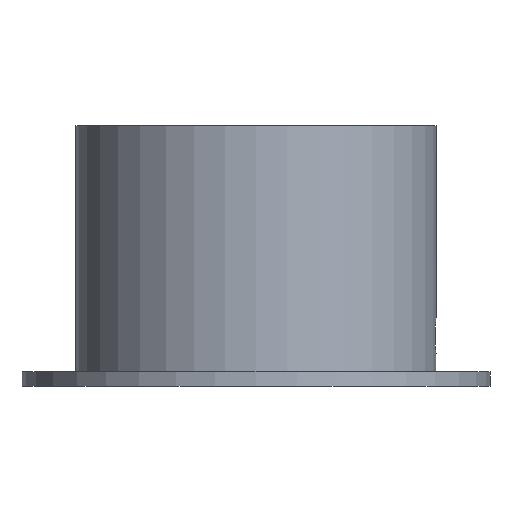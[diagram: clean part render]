
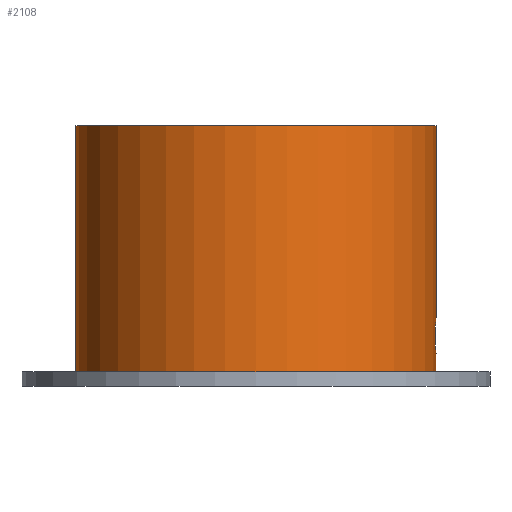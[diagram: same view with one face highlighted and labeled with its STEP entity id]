
A CAD part, left-side view. The second image highlights one B-rep face of the part: STEP entity #2108.
In plain terms, the highlighted cylindrical face has radius 50.012 mm (diameter 100.025 mm), a full revolution.
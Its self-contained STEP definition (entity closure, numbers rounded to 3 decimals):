
#23=B_SPLINE_CURVE_WITH_KNOTS('',3,(#3273,#3274,#3275,#3276,#3277,#3278,
#3279,#3280,#3281,#3282,#3283,#3284,#3285,#3286,#3287,#3288,#3289,#3290,
#3291,#3292,#3293,#3294,#3295,#3296,#3297,#3298,#3299,#3300,#3301,#3302,
#3303,#3304,#3305,#3306,#3307),.UNSPECIFIED.,.F.,.F.,(4,2,2,2,2,2,2,2,2,
2,2,2,3,2,2,2,4),(0.76,0.942,1.131,
1.319,1.508,1.696,1.885,2.073,
2.262,2.45,2.639,2.827,3.016,
3.204,3.393,3.581,3.763),
 .UNSPECIFIED.);
#49=CYLINDRICAL_SURFACE('',#2293,50.012);
#73=FACE_BOUND('',#357,.T.);
#78=CIRCLE('',#2188,50.012);
#111=CIRCLE('',#2232,50.012);
#122=CIRCLE('',#2255,50.012);
#212=FACE_OUTER_BOUND('',#356,.T.);
#356=EDGE_LOOP('',(#1735,#1736,#1737,#1738));
#357=EDGE_LOOP('',(#1739,#1740));
#534=LINE('',#3367,#767);
#767=VECTOR('',#2750,50.012);
#916=VERTEX_POINT('',#3085);
#962=VERTEX_POINT('',#3198);
#981=VERTEX_POINT('',#3260);
#982=VERTEX_POINT('',#3262);
#1133=EDGE_CURVE('',#916,#916,#78,.T.);
#1189=EDGE_CURVE('',#962,#962,#111,.T.);
#1221=EDGE_CURVE('',#982,#981,#122,.T.);
#1227=EDGE_CURVE('',#981,#982,#23,.T.);
#1252=EDGE_CURVE('',#916,#962,#534,.T.);
#1735=ORIENTED_EDGE('',*,*,#1133,.T.);
#1736=ORIENTED_EDGE('',*,*,#1252,.T.);
#1737=ORIENTED_EDGE('',*,*,#1189,.T.);
#1738=ORIENTED_EDGE('',*,*,#1252,.F.);
#1739=ORIENTED_EDGE('',*,*,#1221,.T.);
#1740=ORIENTED_EDGE('',*,*,#1227,.T.);
#2108=ADVANCED_FACE('',(#212,#73),#49,.T.);
#2188=AXIS2_PLACEMENT_3D('',#3086,#2474,#2475);
#2232=AXIS2_PLACEMENT_3D('',#3199,#2585,#2586);
#2255=AXIS2_PLACEMENT_3D('',#3263,#2652,#2653);
#2293=AXIS2_PLACEMENT_3D('',#3366,#2748,#2749);
#2474=DIRECTION('center_axis',(0.,0.,-1.));
#2475=DIRECTION('ref_axis',(1.,0.,0.));
#2585=DIRECTION('center_axis',(0.,0.,1.));
#2586=DIRECTION('ref_axis',(1.,0.,0.));
#2652=DIRECTION('center_axis',(0.,0.,
-1.));
#2653=DIRECTION('ref_axis',(1.,0.,0.));
#2748=DIRECTION('center_axis',(0.,0.,1.));
#2749=DIRECTION('ref_axis',(1.,0.,0.));
#2750=DIRECTION('',(0.,0.,-1.));
#3085=CARTESIAN_POINT('',(-50.012,0.,68.4));
#3086=CARTESIAN_POINT('Origin',(0.,0.,68.4));
#3198=CARTESIAN_POINT('',(-50.012,0.,0.));
#3199=CARTESIAN_POINT('Origin',(0.,0.,0.));
#3260=CARTESIAN_POINT('',(-0.065,-50.012,5.));
#3262=CARTESIAN_POINT('',(0.065,-50.012,5.));
#3263=CARTESIAN_POINT('Origin',(0.,0.,5.));
#3273=CARTESIAN_POINT('Ctrl Pts',(-0.065,-50.012,
5.));
#3274=CARTESIAN_POINT('Ctrl Pts',(-0.675,-50.012,
5.008));
#3275=CARTESIAN_POINT('Ctrl Pts',(-1.319,-49.999,5.134));
#3276=CARTESIAN_POINT('Ctrl Pts',(-2.53,-49.952,5.636));
#3277=CARTESIAN_POINT('Ctrl Pts',(-3.092,-49.919,6.021));
#3278=CARTESIAN_POINT('Ctrl Pts',(-3.979,-49.856,6.908));
#3279=CARTESIAN_POINT('Ctrl Pts',(-4.364,-49.822,7.47));
#3280=CARTESIAN_POINT('Ctrl Pts',(-4.874,-49.775,8.702));
#3281=CARTESIAN_POINT('Ctrl Pts',(-5.,-49.762,9.372));
#3282=CARTESIAN_POINT('Ctrl Pts',(-5.,-49.762,10.628));
#3283=CARTESIAN_POINT('Ctrl Pts',(-4.874,-49.775,11.298));
#3284=CARTESIAN_POINT('Ctrl Pts',(-4.364,-49.822,12.53));
#3285=CARTESIAN_POINT('Ctrl Pts',(-3.979,-49.856,13.092));
#3286=CARTESIAN_POINT('Ctrl Pts',(-3.092,-49.919,13.979));
#3287=CARTESIAN_POINT('Ctrl Pts',(-2.53,-49.952,14.364));
#3288=CARTESIAN_POINT('Ctrl Pts',(-1.298,-49.999,14.874));
#3289=CARTESIAN_POINT('Ctrl Pts',(-0.628,-50.012,
15.));
#3290=CARTESIAN_POINT('Ctrl Pts',(0.628,-50.012,15.));
#3291=CARTESIAN_POINT('Ctrl Pts',(1.298,-49.999,14.874));
#3292=CARTESIAN_POINT('Ctrl Pts',(2.53,-49.952,14.364));
#3293=CARTESIAN_POINT('Ctrl Pts',(3.092,-49.919,13.979));
#3294=CARTESIAN_POINT('Ctrl Pts',(3.979,-49.856,13.092));
#3295=CARTESIAN_POINT('Ctrl Pts',(4.364,-49.822,12.53));
#3296=CARTESIAN_POINT('Ctrl Pts',(4.874,-49.775,11.298));
#3297=CARTESIAN_POINT('Ctrl Pts',(5.,-49.762,10.628));
#3298=CARTESIAN_POINT('Ctrl Pts',(5.,-49.762,10.));
#3299=CARTESIAN_POINT('Ctrl Pts',(5.,-49.762,9.372));
#3300=CARTESIAN_POINT('Ctrl Pts',(4.874,-49.775,8.702));
#3301=CARTESIAN_POINT('Ctrl Pts',(4.364,-49.822,7.47));
#3302=CARTESIAN_POINT('Ctrl Pts',(3.979,-49.856,6.908));
#3303=CARTESIAN_POINT('Ctrl Pts',(3.092,-49.919,6.021));
#3304=CARTESIAN_POINT('Ctrl Pts',(2.53,-49.952,5.636));
#3305=CARTESIAN_POINT('Ctrl Pts',(1.319,-49.999,5.134));
#3306=CARTESIAN_POINT('Ctrl Pts',(0.675,-50.012,5.008));
#3307=CARTESIAN_POINT('Ctrl Pts',(0.065,-50.012,
5.));
#3366=CARTESIAN_POINT('Origin',(0.,0.,0.));
#3367=CARTESIAN_POINT('',(-50.012,0.,0.));
